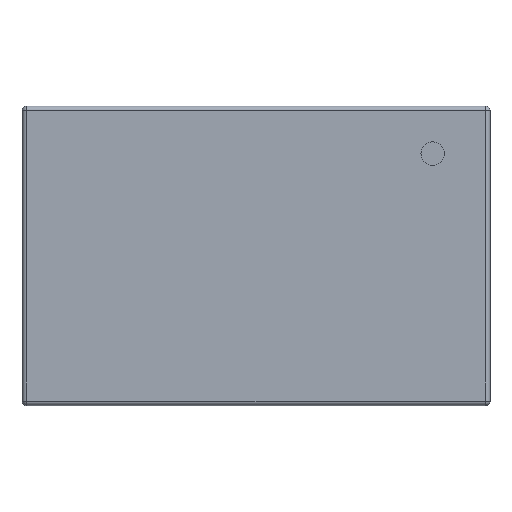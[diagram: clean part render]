
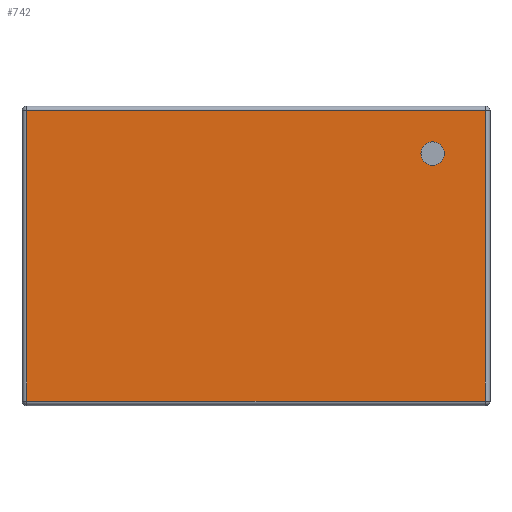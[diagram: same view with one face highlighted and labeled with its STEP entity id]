
A CAD part, top view. The second image highlights one B-rep face of the part: STEP entity #742.
In plain terms, the highlighted planar face has unit normal (0, 0, 1).
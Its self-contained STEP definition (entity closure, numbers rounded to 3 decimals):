
#118 = EDGE_CURVE ( 'NONE', #1597, #1832, #4437, .T. ) ;
#123 = VERTEX_POINT ( 'NONE', #719 ) ;
#189 = EDGE_CURVE ( 'NONE', #1832, #5226, #4830, .T. ) ;
#228 = DIRECTION ( 'NONE',  ( 0., 0., 1. ) ) ;
#276 = VECTOR ( 'NONE', #676, 1000. ) ;
#309 = ORIENTED_EDGE ( 'NONE', *, *, #189, .T. ) ;
#343 = DIRECTION ( 'NONE',  ( 0., 1., 0. ) ) ;
#419 = CARTESIAN_POINT ( 'NONE',  ( -2.45, 1.55, 0.8 ) ) ;
#676 = DIRECTION ( 'NONE',  ( 1., 0., 0. ) ) ;
#719 = CARTESIAN_POINT ( 'NONE',  ( 2.012, 1.093, 0.8 ) ) ;
#742 = ADVANCED_FACE ( 'NONE', ( #5417, #845 ), #4398, .T. ) ;
#753 = LINE ( 'NONE', #5391, #4499 ) ;
#845 = FACE_OUTER_BOUND ( 'NONE', #3967, .T. ) ;
#882 = VECTOR ( 'NONE', #343, 1000. ) ;
#940 = VERTEX_POINT ( 'NONE', #2061 ) ;
#956 = VERTEX_POINT ( 'NONE', #3819 ) ;
#1143 = LINE ( 'NONE', #1231, #276 ) ;
#1231 = CARTESIAN_POINT ( 'NONE',  ( 2.5, -1.55, 0.8 ) ) ;
#1340 = EDGE_CURVE ( 'NONE', #123, #956, #3501, .T. ) ;
#1546 = EDGE_LOOP ( 'NONE', ( #2407, #3568 ) ) ;
#1562 = DIRECTION ( 'NONE',  ( 0., 0., 1. ) ) ;
#1597 = VERTEX_POINT ( 'NONE', #4680 ) ;
#1616 = CIRCLE ( 'NONE', #4304, 0.125 ) ;
#1817 = DIRECTION ( 'NONE',  ( 1., 0., 0. ) ) ;
#1832 = VERTEX_POINT ( 'NONE', #3598 ) ;
#1866 = VECTOR ( 'NONE', #1926, 1000. ) ;
#1926 = DIRECTION ( 'NONE',  ( -1., 0., 0. ) ) ;
#2057 = DIRECTION ( 'NONE',  ( 0., -1., 0. ) ) ;
#2061 = CARTESIAN_POINT ( 'NONE',  ( -2.45, -1.55, 0.8 ) ) ;
#2302 = ORIENTED_EDGE ( 'NONE', *, *, #2648, .T. ) ;
#2349 = CARTESIAN_POINT ( 'NONE',  ( -2.5, 1.55, 0.8 ) ) ;
#2407 = ORIENTED_EDGE ( 'NONE', *, *, #1340, .F. ) ;
#2629 = DIRECTION ( 'NONE',  ( 0., 0., 1. ) ) ;
#2648 = EDGE_CURVE ( 'NONE', #5226, #940, #753, .T. ) ;
#2737 = CARTESIAN_POINT ( 'NONE',  ( 1.887, 1.093, 0.8 ) ) ;
#2844 = CARTESIAN_POINT ( 'NONE',  ( 1.887, 1.093, 0.8 ) ) ;
#3247 = AXIS2_PLACEMENT_3D ( 'NONE', #2737, #2629, #4406 ) ;
#3501 = CIRCLE ( 'NONE', #3247, 0.125 ) ;
#3568 = ORIENTED_EDGE ( 'NONE', *, *, #5375, .F. ) ;
#3598 = CARTESIAN_POINT ( 'NONE',  ( 2.45, 1.55, 0.8 ) ) ;
#3711 = DIRECTION ( 'NONE',  ( 1., 0., 0. ) ) ;
#3819 = CARTESIAN_POINT ( 'NONE',  ( 1.762, 1.093, 0.8 ) ) ;
#3906 = ORIENTED_EDGE ( 'NONE', *, *, #118, .T. ) ;
#3967 = EDGE_LOOP ( 'NONE', ( #2302, #5252, #3906, #309 ) ) ;
#3982 = CARTESIAN_POINT ( 'NONE',  ( 0., 0., 0.8 ) ) ;
#4155 = AXIS2_PLACEMENT_3D ( 'NONE', #3982, #228, #1817 ) ;
#4304 = AXIS2_PLACEMENT_3D ( 'NONE', #2844, #1562, #3711 ) ;
#4398 = PLANE ( 'NONE',  #4155 ) ;
#4406 = DIRECTION ( 'NONE',  ( 1., 0., 0. ) ) ;
#4437 = LINE ( 'NONE', #4466, #882 ) ;
#4466 = CARTESIAN_POINT ( 'NONE',  ( 2.45, 1.6, 0.8 ) ) ;
#4499 = VECTOR ( 'NONE', #2057, 1000. ) ;
#4680 = CARTESIAN_POINT ( 'NONE',  ( 2.45, -1.55, 0.8 ) ) ;
#4830 = LINE ( 'NONE', #2349, #1866 ) ;
#5068 = EDGE_CURVE ( 'NONE', #940, #1597, #1143, .T. ) ;
#5226 = VERTEX_POINT ( 'NONE', #419 ) ;
#5252 = ORIENTED_EDGE ( 'NONE', *, *, #5068, .T. ) ;
#5375 = EDGE_CURVE ( 'NONE', #956, #123, #1616, .T. ) ;
#5391 = CARTESIAN_POINT ( 'NONE',  ( -2.45, -1.6, 0.8 ) ) ;
#5417 = FACE_BOUND ( 'NONE', #1546, .T. ) ;
